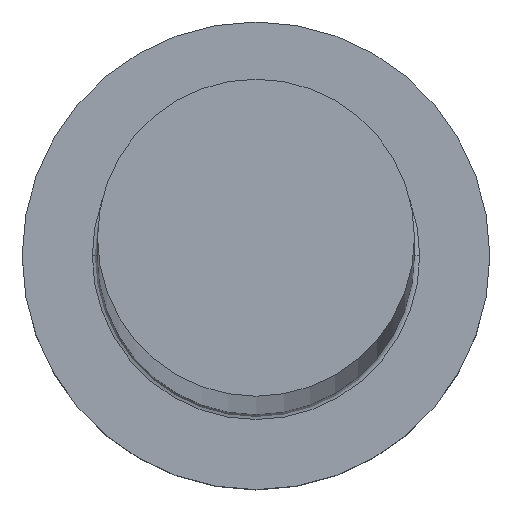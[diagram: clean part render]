
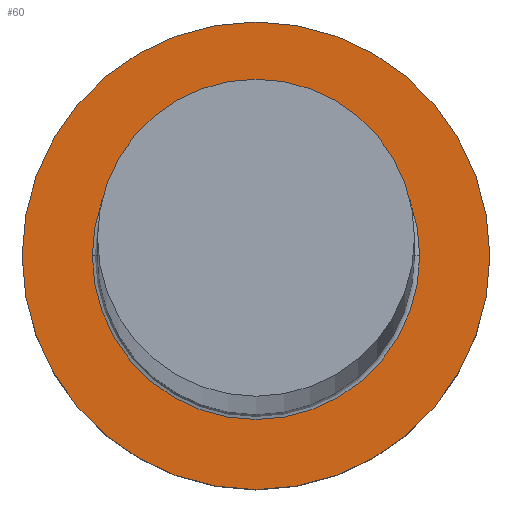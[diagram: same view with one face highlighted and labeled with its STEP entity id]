
A CAD part, top view. The second image highlights one B-rep face of the part: STEP entity #60.
In plain terms, the highlighted planar face has unit normal (0, 0, 1).
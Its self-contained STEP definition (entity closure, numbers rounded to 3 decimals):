
#6 = AXIS2_PLACEMENT_3D ( 'NONE', #217, #135, #198 ) ;
#10 = ORIENTED_EDGE ( 'NONE', *, *, #51, .T. ) ;
#12 = FACE_OUTER_BOUND ( 'NONE', #211, .T. ) ;
#13 = DIRECTION ( 'NONE',  ( 0., 0., -1. ) ) ;
#17 = PLANE ( 'NONE',  #253 ) ;
#24 = VERTEX_POINT ( 'NONE', #41 ) ;
#26 = EDGE_CURVE ( 'NONE', #189, #261, #142, .T. ) ;
#34 = DIRECTION ( 'NONE',  ( 0., 0., 1. ) ) ;
#41 = CARTESIAN_POINT ( 'NONE',  ( 6.3, 0., 7. ) ) ;
#51 = EDGE_CURVE ( 'NONE', #24, #152, #85, .T. ) ;
#52 = EDGE_LOOP ( 'NONE', ( #10, #76 ) ) ;
#60 = ADVANCED_FACE ( 'NONE', ( #294, #12 ), #17, .T. ) ;
#76 = ORIENTED_EDGE ( 'NONE', *, *, #187, .T. ) ;
#85 = CIRCLE ( 'NONE', #207, 6.3 ) ;
#87 = CARTESIAN_POINT ( 'NONE',  ( 0., 0., 7. ) ) ;
#89 = DIRECTION ( 'NONE',  ( 1., 0., 0. ) ) ;
#110 = AXIS2_PLACEMENT_3D ( 'NONE', #274, #34, #270 ) ;
#116 = DIRECTION ( 'NONE',  ( 0., 0., -1. ) ) ;
#128 = CIRCLE ( 'NONE', #110, 9. ) ;
#135 = DIRECTION ( 'NONE',  ( 0., 0., 1. ) ) ;
#142 = CIRCLE ( 'NONE', #6, 9. ) ;
#152 = VERTEX_POINT ( 'NONE', #224 ) ;
#187 = EDGE_CURVE ( 'NONE', #152, #24, #286, .T. ) ;
#189 = VERTEX_POINT ( 'NONE', #196 ) ;
#192 = ORIENTED_EDGE ( 'NONE', *, *, #26, .T. ) ;
#196 = CARTESIAN_POINT ( 'NONE',  ( -9., 0., 7. ) ) ;
#198 = DIRECTION ( 'NONE',  ( 1., 0., 0. ) ) ;
#207 = AXIS2_PLACEMENT_3D ( 'NONE', #267, #116, #222 ) ;
#210 = ORIENTED_EDGE ( 'NONE', *, *, #218, .T. ) ;
#211 = EDGE_LOOP ( 'NONE', ( #192, #210 ) ) ;
#217 = CARTESIAN_POINT ( 'NONE',  ( 0., 0., 7. ) ) ;
#218 = EDGE_CURVE ( 'NONE', #261, #189, #128, .T. ) ;
#222 = DIRECTION ( 'NONE',  ( 1., 0., 0. ) ) ;
#224 = CARTESIAN_POINT ( 'NONE',  ( -6.3, 0., 7. ) ) ;
#245 = DIRECTION ( 'NONE',  ( 0., 0., 1. ) ) ;
#253 = AXIS2_PLACEMENT_3D ( 'NONE', #87, #245, #273 ) ;
#261 = VERTEX_POINT ( 'NONE', #281 ) ;
#267 = CARTESIAN_POINT ( 'NONE',  ( 0., 0., 7. ) ) ;
#270 = DIRECTION ( 'NONE',  ( 1., 0., 0. ) ) ;
#272 = AXIS2_PLACEMENT_3D ( 'NONE', #299, #13, #89 ) ;
#273 = DIRECTION ( 'NONE',  ( 1., 0., 0. ) ) ;
#274 = CARTESIAN_POINT ( 'NONE',  ( 0., 0., 7. ) ) ;
#281 = CARTESIAN_POINT ( 'NONE',  ( 9., 0., 7. ) ) ;
#286 = CIRCLE ( 'NONE', #272, 6.3 ) ;
#294 = FACE_BOUND ( 'NONE', #52, .T. ) ;
#299 = CARTESIAN_POINT ( 'NONE',  ( 0., 0., 7. ) ) ;
